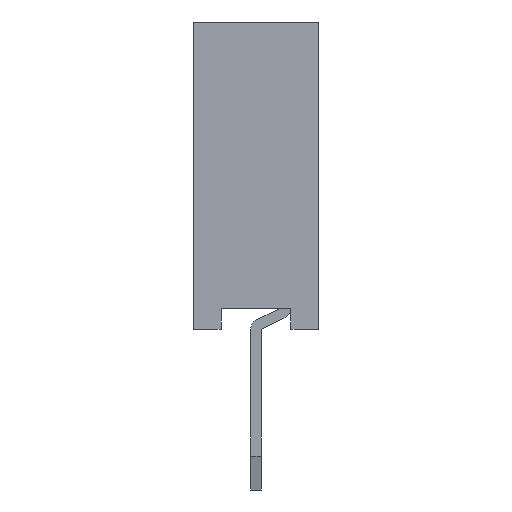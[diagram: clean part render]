
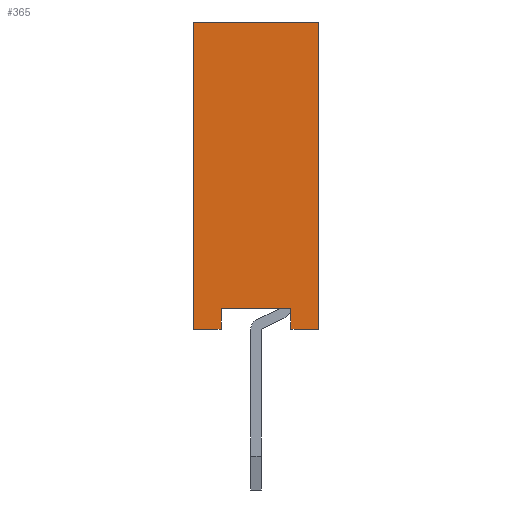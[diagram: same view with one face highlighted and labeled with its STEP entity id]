
A CAD part, left-side view. The second image highlights one B-rep face of the part: STEP entity #365.
In plain terms, the highlighted planar face has unit normal (-1, 0, 0).
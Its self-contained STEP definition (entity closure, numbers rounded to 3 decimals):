
#365=ADVANCED_FACE('',(#13831),#13833,.T.);
#13831=FACE_BOUND('',#13832,.T.);
#13832=EDGE_LOOP('',(#24581,#24582,#24583,#24584,#24585,#24586,#24587,#24588));
#13833=PLANE('',#13834);
#13834=AXIS2_PLACEMENT_3D('',#13835,#13836,#13837);
#13835=CARTESIAN_POINT('',(-0.635,0.9,0.));
#13836=DIRECTION('',(-1.,0.,0.));
#13837=DIRECTION('',(0.,-1.,0.));
#24581=ORIENTED_EDGE('',*,*,#32278,.T.);
#24582=ORIENTED_EDGE('',*,*,#32485,.T.);
#24583=ORIENTED_EDGE('',*,*,#32489,.T.);
#24584=ORIENTED_EDGE('',*,*,#32490,.F.);
#24585=ORIENTED_EDGE('',*,*,#32491,.F.);
#24586=ORIENTED_EDGE('',*,*,#32486,.T.);
#24587=ORIENTED_EDGE('',*,*,#32381,.T.);
#24588=ORIENTED_EDGE('',*,*,#32492,.T.);
#32278=EDGE_CURVE('',#36240,#36237,#36241,.F.);
#32381=EDGE_CURVE('',#36446,#36444,#36447,.F.);
#32485=EDGE_CURVE('',#36237,#36645,#36647,.T.);
#32486=EDGE_CURVE('',#36648,#36446,#36649,.T.);
#32489=EDGE_CURVE('',#36645,#36653,#36654,.T.);
#32490=EDGE_CURVE('',#36655,#36653,#36656,.T.);
#32491=EDGE_CURVE('',#36648,#36655,#36657,.T.);
#32492=EDGE_CURVE('',#36444,#36240,#36658,.T.);
#36237=VERTEX_POINT('',#42709);
#36240=VERTEX_POINT('',#42714);
#36241=LINE('',#42715,#42716);
#36444=VERTEX_POINT('',#43122);
#36446=VERTEX_POINT('',#43126);
#36447=LINE('',#43127,#43128);
#36645=VERTEX_POINT('',#43531);
#36647=LINE('',#43535,#43536);
#36648=VERTEX_POINT('',#43538);
#36649=LINE('',#43539,#43540);
#36653=VERTEX_POINT('',#43549);
#36654=LINE('',#43550,#43551);
#36655=VERTEX_POINT('',#43553);
#36656=LINE('',#43554,#43555);
#36657=LINE('',#43557,#43558);
#36658=LINE('',#43560,#43561);
#42709=CARTESIAN_POINT('',(-0.635,-0.5,0.));
#42714=CARTESIAN_POINT('',(-0.635,-0.5,0.3));
#42715=CARTESIAN_POINT('',(-0.635,-0.5,0.));
#42716=VECTOR('',#42717,1.);
#42717=DIRECTION('',(0.,0.,1.));
#43122=CARTESIAN_POINT('',(-0.635,0.5,0.3));
#43126=CARTESIAN_POINT('',(-0.635,0.5,0.));
#43127=CARTESIAN_POINT('',(-0.635,0.5,0.3));
#43128=VECTOR('',#43129,1.);
#43129=DIRECTION('',(0.,0.,-1.));
#43531=CARTESIAN_POINT('',(-0.635,-0.9,0.));
#43535=CARTESIAN_POINT('',(-0.635,-0.5,0.));
#43536=VECTOR('',#43537,1.);
#43537=DIRECTION('',(0.,-1.,0.));
#43538=CARTESIAN_POINT('',(-0.635,0.9,0.));
#43539=CARTESIAN_POINT('',(-0.635,0.9,0.));
#43540=VECTOR('',#43541,1.);
#43541=DIRECTION('',(0.,-1.,0.));
#43549=CARTESIAN_POINT('',(-0.635,-0.9,4.4));
#43550=CARTESIAN_POINT('',(-0.635,-0.9,0.));
#43551=VECTOR('',#43552,1.);
#43552=DIRECTION('',(0.,0.,1.));
#43553=CARTESIAN_POINT('',(-0.635,0.9,4.4));
#43554=CARTESIAN_POINT('',(-0.635,0.9,4.4));
#43555=VECTOR('',#43556,1.);
#43556=DIRECTION('',(0.,-1.,0.));
#43557=CARTESIAN_POINT('',(-0.635,0.9,0.));
#43558=VECTOR('',#43559,1.);
#43559=DIRECTION('',(0.,0.,1.));
#43560=CARTESIAN_POINT('',(-0.635,0.5,0.3));
#43561=VECTOR('',#43562,1.);
#43562=DIRECTION('',(0.,-1.,0.));
